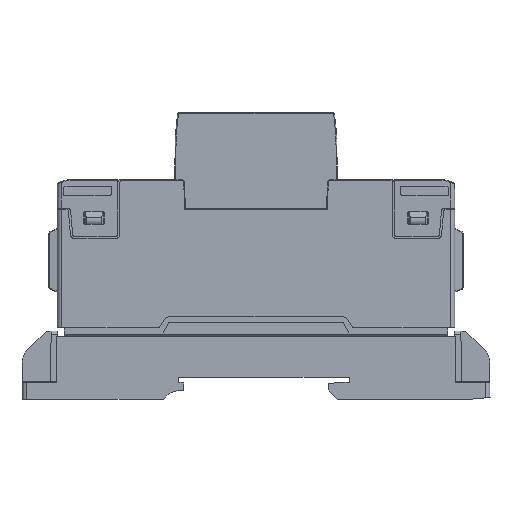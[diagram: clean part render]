
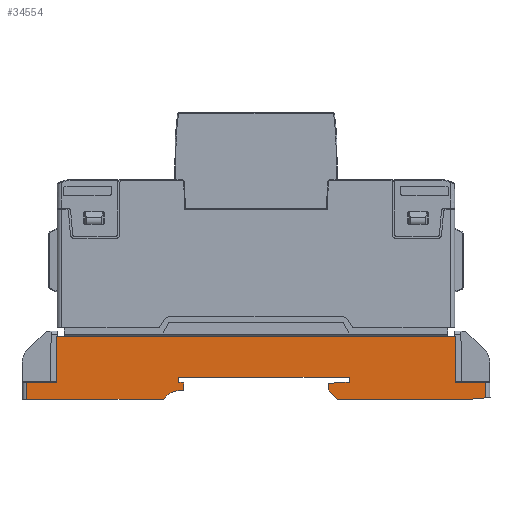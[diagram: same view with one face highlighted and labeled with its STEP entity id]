
A CAD part, left-side view. The second image highlights one B-rep face of the part: STEP entity #34554.
In plain terms, the highlighted planar face has unit normal (-1, 0, 0).
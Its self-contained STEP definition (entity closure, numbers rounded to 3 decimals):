
#32927=CARTESIAN_POINT('',(-8.9,45.239,9.22));
#32928=VERTEX_POINT('',#32927);
#32935=CARTESIAN_POINT('',(-8.9,-45.239,9.22));
#32936=VERTEX_POINT('',#32935);
#32937=CARTESIAN_POINT('',(-8.9,45.239,9.22));
#32938=DIRECTION('',(0.0,-1.0,0.0));
#32939=VECTOR('',#32938,90.478);
#32940=LINE('',#32937,#32939);
#32941=EDGE_CURVE('',#32936,#32928,#32940,.F.);
#33987=CARTESIAN_POINT('',(-8.9,-18.5,-5.));
#33988=VERTEX_POINT('',#33987);
#33995=CARTESIAN_POINT('',(-8.9,-16.347,-2.847));
#33996=VERTEX_POINT('',#33995);
#33997=CARTESIAN_POINT('',(-8.9,-18.5,-5.));
#33998=DIRECTION('',(0.0,0.707,0.707));
#33999=VECTOR('',#33998,3.044);
#34000=LINE('',#33997,#33999);
#34001=EDGE_CURVE('',#33988,#33996,#34000,.T.);
#34032=CARTESIAN_POINT('',(-8.9,-47.857,-5.));
#34033=VERTEX_POINT('',#34032);
#34040=CARTESIAN_POINT('',(-8.9,-47.857,-5.));
#34041=DIRECTION('',(0.0,1.0,0.0));
#34042=VECTOR('',#34041,29.357);
#34043=LINE('',#34040,#34042);
#34044=EDGE_CURVE('',#34033,#33988,#34043,.T.);
#34064=CARTESIAN_POINT('',(-8.9,-51.997,-4.638));
#34065=VERTEX_POINT('',#34064);
#34073=CARTESIAN_POINT('',(-8.9,-51.997,-4.638));
#34074=DIRECTION('',(0.,0.996,-0.087));
#34075=VECTOR('',#34074,4.156);
#34076=LINE('',#34073,#34075);
#34077=EDGE_CURVE('',#34065,#34033,#34076,.T.);
#34359=CARTESIAN_POINT('',(-8.9,-51.966,-1.072));
#34360=VERTEX_POINT('',#34359);
#34368=CARTESIAN_POINT('',(-8.9,-51.997,-4.638));
#34369=DIRECTION('',(0.0,0.009,1.));
#34370=VECTOR('',#34369,3.566);
#34371=LINE('',#34368,#34370);
#34372=EDGE_CURVE('',#34065,#34360,#34371,.T.);
#34383=CARTESIAN_POINT('',(-8.9,52.,-5.));
#34384=VERTEX_POINT('',#34383);
#34392=CARTESIAN_POINT('',(-8.9,51.966,-1.072));
#34393=VERTEX_POINT('',#34392);
#34394=CARTESIAN_POINT('',(-8.9,52.,-5.));
#34395=DIRECTION('',(0.0,-0.009,1.));
#34396=VECTOR('',#34395,3.929);
#34397=LINE('',#34394,#34396);
#34398=EDGE_CURVE('',#34384,#34393,#34397,.T.);
#34410=CARTESIAN_POINT('',(-8.9,-5.873,2.737));
#34411=DIRECTION('',(-1.0,0.0,0.0));
#34412=DIRECTION('',(0.0,1.0,0.0));
#34413=AXIS2_PLACEMENT_3D('',#34410,#34411,#34412);
#34414=PLANE('',#34413);
#34415=CARTESIAN_POINT('',(-8.9,21.,-5.));
#34416=VERTEX_POINT('',#34415);
#34417=CARTESIAN_POINT('',(-8.9,21.,-5.));
#34418=DIRECTION('',(0.,1.0,0.));
#34419=VECTOR('',#34418,31.);
#34420=LINE('',#34417,#34419);
#34421=EDGE_CURVE('',#34416,#34384,#34420,.T.);
#34422=ORIENTED_EDGE('',*,*,#34421,.F.);
#34423=CARTESIAN_POINT('',(-8.9,20.163,-4.163));
#34424=VERTEX_POINT('',#34423);
#34425=CARTESIAN_POINT('',(-8.9,20.163,-4.163));
#34426=DIRECTION('',(0.0,0.707,-0.707));
#34427=VECTOR('',#34426,1.184);
#34428=LINE('',#34425,#34427);
#34429=EDGE_CURVE('',#34424,#34416,#34428,.T.);
#34430=ORIENTED_EDGE('',*,*,#34429,.F.);
#34431=CARTESIAN_POINT('',(-8.9,17.613,-3.001));
#34432=VERTEX_POINT('',#34431);
#34433=CARTESIAN_POINT('',(-8.9,17.334,-6.991));
#34434=DIRECTION('',(-1.0,0.,0.));
#34435=DIRECTION('',(0.,0.415,0.91));
#34436=AXIS2_PLACEMENT_3D('',#34433,#34434,#34435);
#34437=CIRCLE('',#34436,4.0);
#34438=EDGE_CURVE('',#34432,#34424,#34437,.T.);
#34439=ORIENTED_EDGE('',*,*,#34438,.F.);
#34440=CARTESIAN_POINT('',(-8.9,16.347,-2.912));
#34441=VERTEX_POINT('',#34440);
#34442=CARTESIAN_POINT('',(-8.9,16.347,-2.912));
#34443=DIRECTION('',(0.0,0.998,-0.07));
#34444=VECTOR('',#34443,1.269);
#34445=LINE('',#34442,#34444);
#34446=EDGE_CURVE('',#34441,#34432,#34445,.T.);
#34447=ORIENTED_EDGE('',*,*,#34446,.F.);
#34448=CARTESIAN_POINT('',(-8.9,16.347,-1.256));
#34449=VERTEX_POINT('',#34448);
#34450=CARTESIAN_POINT('',(-8.9,16.347,-2.912));
#34451=DIRECTION('',(0.,0.0,1.0));
#34452=VECTOR('',#34451,1.656);
#34453=LINE('',#34450,#34452);
#34454=EDGE_CURVE('',#34441,#34449,#34453,.T.);
#34455=ORIENTED_EDGE('',*,*,#34454,.T.);
#34456=CARTESIAN_POINT('',(-8.9,16.95,-1.15));
#34457=VERTEX_POINT('',#34456);
#34458=CARTESIAN_POINT('',(-8.9,16.95,-1.15));
#34459=DIRECTION('',(0.0,-0.985,-0.174));
#34460=VECTOR('',#34459,0.612);
#34461=LINE('',#34458,#34460);
#34462=EDGE_CURVE('',#34449,#34457,#34461,.F.);
#34463=ORIENTED_EDGE('',*,*,#34462,.T.);
#34464=CARTESIAN_POINT('',(-8.9,17.547,-1.15));
#34465=VERTEX_POINT('',#34464);
#34466=CARTESIAN_POINT('',(-8.9,17.547,-1.15));
#34467=DIRECTION('',(0.,-1.0,0.0));
#34468=VECTOR('',#34467,0.597);
#34469=LINE('',#34466,#34468);
#34470=EDGE_CURVE('',#34465,#34457,#34469,.T.);
#34471=ORIENTED_EDGE('',*,*,#34470,.F.);
#34472=CARTESIAN_POINT('',(-8.9,17.547,0.));
#34473=VERTEX_POINT('',#34472);
#34474=CARTESIAN_POINT('',(-8.9,17.547,0.));
#34475=DIRECTION('',(0.,0.0,-1.0));
#34476=VECTOR('',#34475,1.15);
#34477=LINE('',#34474,#34476);
#34478=EDGE_CURVE('',#34473,#34465,#34477,.T.);
#34479=ORIENTED_EDGE('',*,*,#34478,.F.);
#34480=CARTESIAN_POINT('',(-8.9,-21.1,0.));
#34481=VERTEX_POINT('',#34480);
#34482=CARTESIAN_POINT('',(-8.9,-21.1,0.));
#34483=DIRECTION('',(0.0,1.0,0.0));
#34484=VECTOR('',#34483,38.647);
#34485=LINE('',#34482,#34484);
#34486=EDGE_CURVE('',#34481,#34473,#34485,.T.);
#34487=ORIENTED_EDGE('',*,*,#34486,.F.);
#34488=CARTESIAN_POINT('',(-8.9,-21.1,-1.15));
#34489=VERTEX_POINT('',#34488);
#34490=CARTESIAN_POINT('',(-8.9,-21.1,-1.15));
#34491=DIRECTION('',(0.0,0.0,1.0));
#34492=VECTOR('',#34491,1.15);
#34493=LINE('',#34490,#34492);
#34494=EDGE_CURVE('',#34489,#34481,#34493,.T.);
#34495=ORIENTED_EDGE('',*,*,#34494,.F.);
#34496=CARTESIAN_POINT('',(-8.9,-18.5,-1.15));
#34497=VERTEX_POINT('',#34496);
#34498=CARTESIAN_POINT('',(-8.9,-18.5,-1.15));
#34499=DIRECTION('',(0.0,-1.0,0.0));
#34500=VECTOR('',#34499,2.6);
#34501=LINE('',#34498,#34500);
#34502=EDGE_CURVE('',#34497,#34489,#34501,.T.);
#34503=ORIENTED_EDGE('',*,*,#34502,.F.);
#34504=CARTESIAN_POINT('',(-8.9,-16.347,-1.414));
#34505=VERTEX_POINT('',#34504);
#34506=CARTESIAN_POINT('',(-8.9,-16.347,-1.414));
#34507=DIRECTION('',(0.0,-0.993,0.122));
#34508=VECTOR('',#34507,2.169);
#34509=LINE('',#34506,#34508);
#34510=EDGE_CURVE('',#34505,#34497,#34509,.T.);
#34511=ORIENTED_EDGE('',*,*,#34510,.F.);
#34512=CARTESIAN_POINT('',(-8.9,-16.347,-1.414));
#34513=DIRECTION('',(0.0,0.0,-1.0));
#34514=VECTOR('',#34513,1.433);
#34515=LINE('',#34512,#34514);
#34516=EDGE_CURVE('',#33996,#34505,#34515,.F.);
#34517=ORIENTED_EDGE('',*,*,#34516,.F.);
#34518=ORIENTED_EDGE('',*,*,#34001,.F.);
#34519=ORIENTED_EDGE('',*,*,#34044,.F.);
#34520=ORIENTED_EDGE('',*,*,#34077,.F.);
#34521=ORIENTED_EDGE('',*,*,#34372,.T.);
#34522=CARTESIAN_POINT('',(-8.9,-45.149,-1.072));
#34523=VERTEX_POINT('',#34522);
#34524=CARTESIAN_POINT('',(-8.9,-45.149,-1.072));
#34525=DIRECTION('',(0.0,-1.0,0.0));
#34526=VECTOR('',#34525,6.816);
#34527=LINE('',#34524,#34526);
#34528=EDGE_CURVE('',#34523,#34360,#34527,.T.);
#34529=ORIENTED_EDGE('',*,*,#34528,.F.);
#34530=CARTESIAN_POINT('',(-8.9,-45.239,9.22));
#34531=DIRECTION('',(0.,0.009,-1.));
#34532=VECTOR('',#34531,10.292);
#34533=LINE('',#34530,#34532);
#34534=EDGE_CURVE('',#34523,#32936,#34533,.F.);
#34535=ORIENTED_EDGE('',*,*,#34534,.T.);
#34536=ORIENTED_EDGE('',*,*,#32941,.T.);
#34537=CARTESIAN_POINT('',(-8.9,45.149,-1.072));
#34538=VERTEX_POINT('',#34537);
#34539=CARTESIAN_POINT('',(-8.9,45.239,9.22));
#34540=DIRECTION('',(0.,-0.009,-1.));
#34541=VECTOR('',#34540,10.292);
#34542=LINE('',#34539,#34541);
#34543=EDGE_CURVE('',#34538,#32928,#34542,.F.);
#34544=ORIENTED_EDGE('',*,*,#34543,.F.);
#34545=CARTESIAN_POINT('',(-8.9,45.149,-1.072));
#34546=DIRECTION('',(0.0,1.0,0.0));
#34547=VECTOR('',#34546,6.816);
#34548=LINE('',#34545,#34547);
#34549=EDGE_CURVE('',#34538,#34393,#34548,.T.);
#34550=ORIENTED_EDGE('',*,*,#34549,.T.);
#34551=ORIENTED_EDGE('',*,*,#34398,.F.);
#34552=EDGE_LOOP('',(#34422,#34430,#34439,#34447,#34455,#34463,#34471,#34479,#34487,#34495,#34503,#34511,#34517,#34518,#34519,#34520,#34521,#34529,#34535,#34536,#34544,#34550,#34551));
#34553=FACE_OUTER_BOUND('',#34552,.T.);
#34554=ADVANCED_FACE('',(#34553),#34414,.T.);
